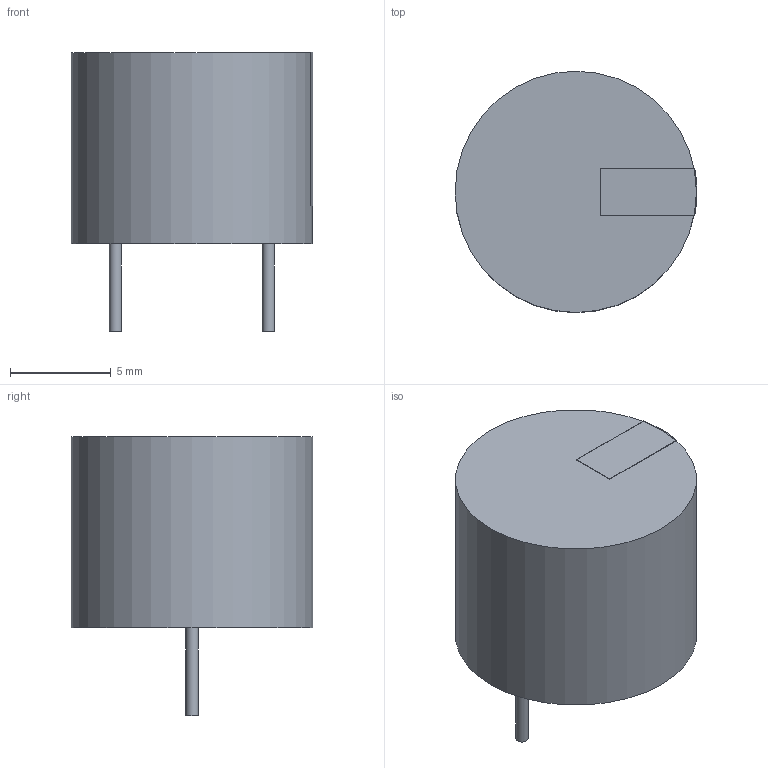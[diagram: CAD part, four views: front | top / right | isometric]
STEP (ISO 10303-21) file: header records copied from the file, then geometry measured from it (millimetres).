
FILE_DESCRIPTION(/* description */ ('Alibre Inc.'),/* implementation_level */ '2;1');
FILE_NAME(/* name */ 'export-00A6DA76-76BB-4449-B2EF-F4005EB1BB26',/* time_stamp */ '2022-01-16T02:58:42+00:00',/* author */ (''),/* organization */ (''),/* preprocessor_version */ 'ST-DEVELOPER v17',/* originating_system */ 'Alibre',/* authorisation */ '');
FILE_SCHEMA (('CONFIG_CONTROL_DESIGN'));
Length unit declared in the file: millimetre
Products named in the file (5): product
Bounding box: 12.01 x 11.99 x 13.88 mm (x, y, z)
Volume: 1075.7 mm3; surface area: 660.4 mm2
Topology: 4 solids, 4 shells, 17 faces, 33 edges, 24 vertices
Faces by surface type: plane 12, cylinder 5
Full cylindrical faces by diameter (mm): 0.61 x2, 11.989 x1
Entity records: 920 total; most frequent: CARTESIAN_POINT 76, DIRECTION 75, ORIENTED_EDGE 66, PERSON_AND_ORGANIZATION 48, AXIS2_PLACEMENT_3D 35, COORDINATED_UNIVERSAL_TIME_OFFSET 33, LOCAL_TIME 33, CALENDAR_DATE 33
